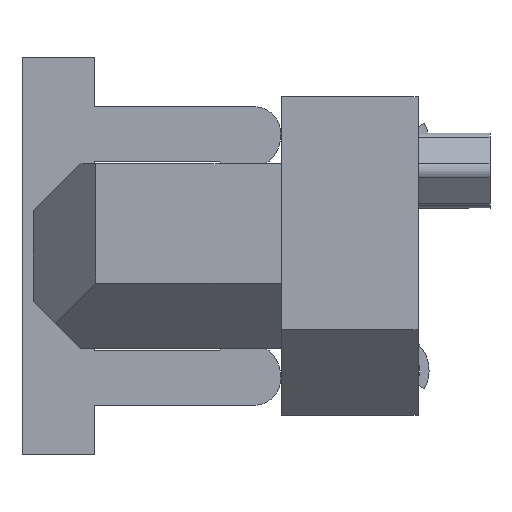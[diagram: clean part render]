
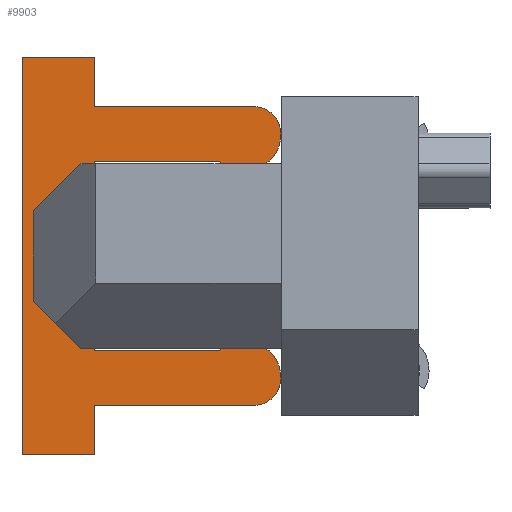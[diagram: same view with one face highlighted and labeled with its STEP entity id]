
A CAD part, left-side view. The second image highlights one B-rep face of the part: STEP entity #9903.
In plain terms, the highlighted planar face has unit normal (-1, 0, 0).
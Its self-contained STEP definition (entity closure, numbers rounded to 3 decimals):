
#539=CIRCLE('',#10715,0.48);
#541=CIRCLE('',#10718,0.65);
#543=CIRCLE('',#10722,0.65);
#545=CIRCLE('',#10728,0.65);
#547=CIRCLE('',#10732,0.65);
#549=CIRCLE('',#10735,0.48);
#3417=ORIENTED_EDGE('',*,*,#4823,.F.);
#3418=ORIENTED_EDGE('',*,*,#4875,.F.);
#3419=ORIENTED_EDGE('',*,*,#4872,.F.);
#3420=ORIENTED_EDGE('',*,*,#4869,.F.);
#3421=ORIENTED_EDGE('',*,*,#4866,.F.);
#3422=ORIENTED_EDGE('',*,*,#4863,.F.);
#3423=ORIENTED_EDGE('',*,*,#4860,.F.);
#3424=ORIENTED_EDGE('',*,*,#4857,.F.);
#3425=ORIENTED_EDGE('',*,*,#4854,.F.);
#3426=ORIENTED_EDGE('',*,*,#4851,.F.);
#3427=ORIENTED_EDGE('',*,*,#4848,.F.);
#3428=ORIENTED_EDGE('',*,*,#4845,.F.);
#3429=ORIENTED_EDGE('',*,*,#4842,.F.);
#3430=ORIENTED_EDGE('',*,*,#4839,.F.);
#3431=ORIENTED_EDGE('',*,*,#4836,.F.);
#3432=ORIENTED_EDGE('',*,*,#4833,.F.);
#3433=ORIENTED_EDGE('',*,*,#4830,.F.);
#3434=ORIENTED_EDGE('',*,*,#4827,.F.);
#4823=EDGE_CURVE('',#5790,#5791,#6887,.T.);
#4827=EDGE_CURVE('',#5791,#5794,#6891,.T.);
#4830=EDGE_CURVE('',#5794,#5796,#6894,.T.);
#4833=EDGE_CURVE('',#5796,#5798,#539,.T.);
#4836=EDGE_CURVE('',#5798,#5800,#541,.T.);
#4839=EDGE_CURVE('',#5800,#5802,#6899,.T.);
#4842=EDGE_CURVE('',#5802,#5804,#543,.T.);
#4845=EDGE_CURVE('',#5804,#5806,#6903,.T.);
#4848=EDGE_CURVE('',#5806,#5808,#6906,.T.);
#4851=EDGE_CURVE('',#5808,#5810,#6909,.T.);
#4854=EDGE_CURVE('',#5810,#5812,#545,.T.);
#4857=EDGE_CURVE('',#5812,#5814,#6913,.T.);
#4860=EDGE_CURVE('',#5814,#5816,#547,.T.);
#4863=EDGE_CURVE('',#5816,#5818,#549,.T.);
#4866=EDGE_CURVE('',#5818,#5820,#6918,.T.);
#4869=EDGE_CURVE('',#5820,#5822,#6921,.T.);
#4872=EDGE_CURVE('',#5822,#5824,#6924,.T.);
#4875=EDGE_CURVE('',#5824,#5790,#6927,.T.);
#5790=VERTEX_POINT('',#16400);
#5791=VERTEX_POINT('',#16401);
#5794=VERTEX_POINT('',#16409);
#5796=VERTEX_POINT('',#16415);
#5798=VERTEX_POINT('',#16421);
#5800=VERTEX_POINT('',#16427);
#5802=VERTEX_POINT('',#16433);
#5804=VERTEX_POINT('',#16439);
#5806=VERTEX_POINT('',#16445);
#5808=VERTEX_POINT('',#16451);
#5810=VERTEX_POINT('',#16457);
#5812=VERTEX_POINT('',#16463);
#5814=VERTEX_POINT('',#16469);
#5816=VERTEX_POINT('',#16475);
#5818=VERTEX_POINT('',#16481);
#5820=VERTEX_POINT('',#16487);
#5822=VERTEX_POINT('',#16493);
#5824=VERTEX_POINT('',#16499);
#6887=LINE('',#16399,#7990);
#6891=LINE('',#16408,#7994);
#6894=LINE('',#16414,#7997);
#6899=LINE('',#16432,#8002);
#6903=LINE('',#16444,#8006);
#6906=LINE('',#16450,#8009);
#6909=LINE('',#16456,#8012);
#6913=LINE('',#16468,#8016);
#6918=LINE('',#16486,#8021);
#6921=LINE('',#16492,#8024);
#6924=LINE('',#16498,#8027);
#6927=LINE('',#16504,#8030);
#7990=VECTOR('',#13321,1000.);
#7994=VECTOR('',#13327,1000.);
#7997=VECTOR('',#13332,1000.);
#8002=VECTOR('',#13351,1000.);
#8006=VECTOR('',#13363,1000.);
#8009=VECTOR('',#13368,1000.);
#8012=VECTOR('',#13373,1000.);
#8016=VECTOR('',#13385,1000.);
#8021=VECTOR('',#13404,1000.);
#8024=VECTOR('',#13409,1000.);
#8027=VECTOR('',#13414,1000.);
#8030=VECTOR('',#13419,1000.);
#8546=EDGE_LOOP('',(#3417,#3418,#3419,#3420,#3421,#3422,#3423,#3424,#3425,
#3426,#3427,#3428,#3429,#3430,#3431,#3432,#3433,#3434));
#9061=FACE_BOUND('',#8546,.T.);
#9397=PLANE('',#10742);
#9903=ADVANCED_FACE('',(#9061),#9397,.F.);
#10715=AXIS2_PLACEMENT_3D('',#16420,#13337,#13338);
#10718=AXIS2_PLACEMENT_3D('',#16426,#13344,#13345);
#10722=AXIS2_PLACEMENT_3D('',#16438,#13356,#13357);
#10728=AXIS2_PLACEMENT_3D('',#16462,#13378,#13379);
#10732=AXIS2_PLACEMENT_3D('',#16474,#13390,#13391);
#10735=AXIS2_PLACEMENT_3D('',#16480,#13397,#13398);
#10742=AXIS2_PLACEMENT_3D('',#16507,#13423,#13424);
#13321=DIRECTION('',(0.,-1.,0.));
#13327=DIRECTION('',(0.,0.,-1.));
#13332=DIRECTION('',(0.,-1.,0.));
#13337=DIRECTION('',(1.,0.,0.));
#13338=DIRECTION('',(0.,0.,-1.));
#13344=DIRECTION('',(1.,0.,0.));
#13345=DIRECTION('',(0.,0.,-1.));
#13351=DIRECTION('',(0.,1.,0.));
#13356=DIRECTION('',(1.,0.,0.));
#13357=DIRECTION('',(0.,0.,-1.));
#13363=DIRECTION('',(0.,1.,0.));
#13368=DIRECTION('',(0.,0.,-1.));
#13373=DIRECTION('',(0.,-1.,0.));
#13378=DIRECTION('',(1.,0.,0.));
#13379=DIRECTION('',(0.,0.,-1.));
#13385=DIRECTION('',(0.,-1.,0.));
#13390=DIRECTION('',(1.,0.,0.));
#13391=DIRECTION('',(0.,0.,-1.));
#13397=DIRECTION('',(1.,0.,0.));
#13398=DIRECTION('',(0.,0.,-1.));
#13404=DIRECTION('',(0.,1.,0.));
#13409=DIRECTION('',(0.,0.,-1.));
#13414=DIRECTION('',(0.,1.,0.));
#13419=DIRECTION('',(0.,0.,1.));
#13423=DIRECTION('',(1.,0.,0.));
#13424=DIRECTION('',(0.,0.,-1.));
#16399=CARTESIAN_POINT('',(-2.2,1.27,3.495));
#16400=CARTESIAN_POINT('',(-2.2,1.27,3.495));
#16401=CARTESIAN_POINT('',(-2.2,0.,3.495));
#16408=CARTESIAN_POINT('',(-2.2,0.,3.495));
#16409=CARTESIAN_POINT('',(-2.2,0.,2.626));
#16414=CARTESIAN_POINT('',(-2.2,0.,2.626));
#16415=CARTESIAN_POINT('',(-2.2,-2.8,2.625));
#16420=CARTESIAN_POINT('',(-2.2,-2.802,2.146));
#16421=CARTESIAN_POINT('',(-2.2,-3.282,2.146));
#16426=CARTESIAN_POINT('',(-2.2,-2.632,2.143));
#16427=CARTESIAN_POINT('',(-2.2,-2.8,1.515));
#16432=CARTESIAN_POINT('',(-2.2,-2.8,1.515));
#16433=CARTESIAN_POINT('',(-2.2,-2.464,1.515));
#16438=CARTESIAN_POINT('',(-2.2,-2.632,2.143));
#16439=CARTESIAN_POINT('',(-2.2,-2.202,1.656));
#16444=CARTESIAN_POINT('',(-2.2,-2.202,1.656));
#16445=CARTESIAN_POINT('',(-2.2,0.,1.656));
#16450=CARTESIAN_POINT('',(-2.2,0.,1.656));
#16451=CARTESIAN_POINT('',(-2.2,0.,-1.656));
#16456=CARTESIAN_POINT('',(-2.2,0.,-1.656));
#16457=CARTESIAN_POINT('',(-2.2,-2.202,-1.656));
#16462=CARTESIAN_POINT('',(-2.2,-2.632,-2.143));
#16463=CARTESIAN_POINT('',(-2.2,-2.464,-1.515));
#16468=CARTESIAN_POINT('',(-2.2,-2.464,-1.515));
#16469=CARTESIAN_POINT('',(-2.2,-2.8,-1.515));
#16474=CARTESIAN_POINT('',(-2.2,-2.632,-2.143));
#16475=CARTESIAN_POINT('',(-2.2,-3.282,-2.145));
#16480=CARTESIAN_POINT('',(-2.2,-2.802,-2.146));
#16481=CARTESIAN_POINT('',(-2.2,-2.8,-2.625));
#16486=CARTESIAN_POINT('',(-2.2,-2.8,-2.625));
#16487=CARTESIAN_POINT('',(-2.2,0.,-2.626));
#16492=CARTESIAN_POINT('',(-2.2,0.,-2.626));
#16493=CARTESIAN_POINT('',(-2.2,0.,-3.495));
#16498=CARTESIAN_POINT('',(-2.2,0.,-3.495));
#16499=CARTESIAN_POINT('',(-2.2,1.27,-3.495));
#16504=CARTESIAN_POINT('',(-2.2,1.27,-3.495));
#16507=CARTESIAN_POINT('',(-2.2,-2.802,2.146));
